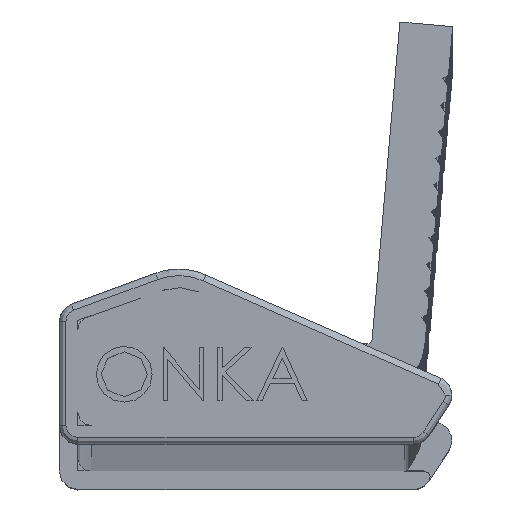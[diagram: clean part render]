
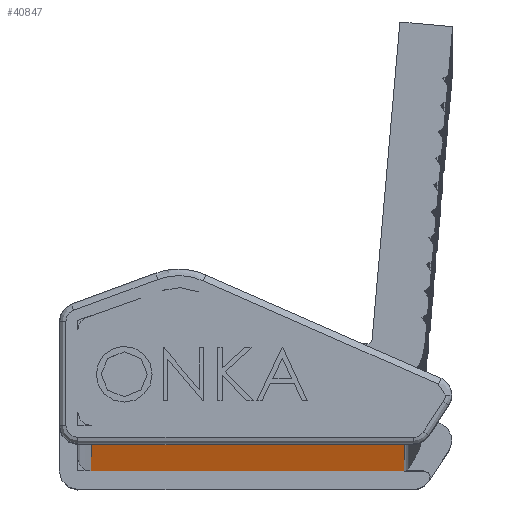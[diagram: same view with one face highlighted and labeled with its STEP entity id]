
A CAD part, top view. The second image highlights one B-rep face of the part: STEP entity #40847.
In plain terms, the highlighted planar face has unit normal (0, -1, 0).
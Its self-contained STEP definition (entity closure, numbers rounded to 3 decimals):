
#5021 = ORIENTED_EDGE ( 'NONE', *, *, #70785, .F. ) ;
#5023 = ORIENTED_EDGE ( 'NONE', *, *, #70707, .F. ) ;
#5025 = ORIENTED_EDGE ( 'NONE', *, *, #70754, .F. ) ;
#5068 = ORIENTED_EDGE ( 'NONE', *, *, #70760, .F. ) ;
#7457 = CARTESIAN_POINT ( 'NONE',  ( 0., 0., -761.9 ) ) ;
#7476 = CARTESIAN_POINT ( 'NONE',  ( 11.802, 0., -761.9 ) ) ;
#7487 = CARTESIAN_POINT ( 'NONE',  ( 11.802, 0., 209.9 ) ) ;
#7493 = CARTESIAN_POINT ( 'NONE',  ( 0., 0., 209.9 ) ) ;
#26837 = CARTESIAN_POINT ( 'NONE',  ( 0., 0., -761.9 ) ) ;
#26846 = LINE ( 'NONE', #26837, #70491 ) ;
#26865 = DIRECTION ( 'NONE',  ( -1., 0., 0. ) ) ;
#26970 = DIRECTION ( 'NONE',  ( 0., 0., -1. ) ) ;
#26977 = CARTESIAN_POINT ( 'NONE',  ( 0., 0., 209.9 ) ) ;
#26982 = LINE ( 'NONE', #26977, #66998 ) ;
#26990 = CARTESIAN_POINT ( 'NONE',  ( 11.802, 0., 219. ) ) ;
#27006 = DIRECTION ( 'NONE',  ( 1., 0., 0. ) ) ;
#27007 = LINE ( 'NONE', #26990, #69390 ) ;
#27031 = LINE ( 'NONE', #27081, #67049 ) ;
#27081 = CARTESIAN_POINT ( 'NONE',  ( 0., 0., 219. ) ) ;
#27084 = DIRECTION ( 'NONE',  ( 0., 0., 1. ) ) ;
#40847 = ADVANCED_FACE ( 'NONE', ( #73769 ), #73813, .F. ) ;
#41950 = VERTEX_POINT ( 'NONE', #7476 ) ;
#41985 = VERTEX_POINT ( 'NONE', #7487 ) ;
#41994 = VERTEX_POINT ( 'NONE', #7493 ) ;
#42007 = VERTEX_POINT ( 'NONE', #7457 ) ;
#45862 = EDGE_LOOP ( 'NONE', ( #5021, #5023, #5025, #5068 ) ) ;
#66998 = VECTOR ( 'NONE', #27006, 1000. ) ;
#67049 = VECTOR ( 'NONE', #27084, 1000. ) ;
#69390 = VECTOR ( 'NONE', #26970, 1000. ) ;
#70491 = VECTOR ( 'NONE', #26865, 1000. ) ;
#70707 = EDGE_CURVE ( 'NONE', #41950, #42007, #26846, .T. ) ;
#70754 = EDGE_CURVE ( 'NONE', #41985, #41950, #27007, .T. ) ;
#70760 = EDGE_CURVE ( 'NONE', #41994, #41985, #26982, .T. ) ;
#70785 = EDGE_CURVE ( 'NONE', #42007, #41994, #27031, .T. ) ;
#73767 = DIRECTION ( 'NONE',  ( -1., 0., 0. ) ) ;
#73769 = FACE_OUTER_BOUND ( 'NONE', #45862, .T. ) ;
#73771 = CARTESIAN_POINT ( 'NONE',  ( 0., 0., 219. ) ) ;
#73813 = PLANE ( 'NONE',  #74907 ) ;
#73814 = DIRECTION ( 'NONE',  ( 0., 1., 0. ) ) ;
#74907 = AXIS2_PLACEMENT_3D ( 'NONE', #73771, #73814, #73767 ) ;
